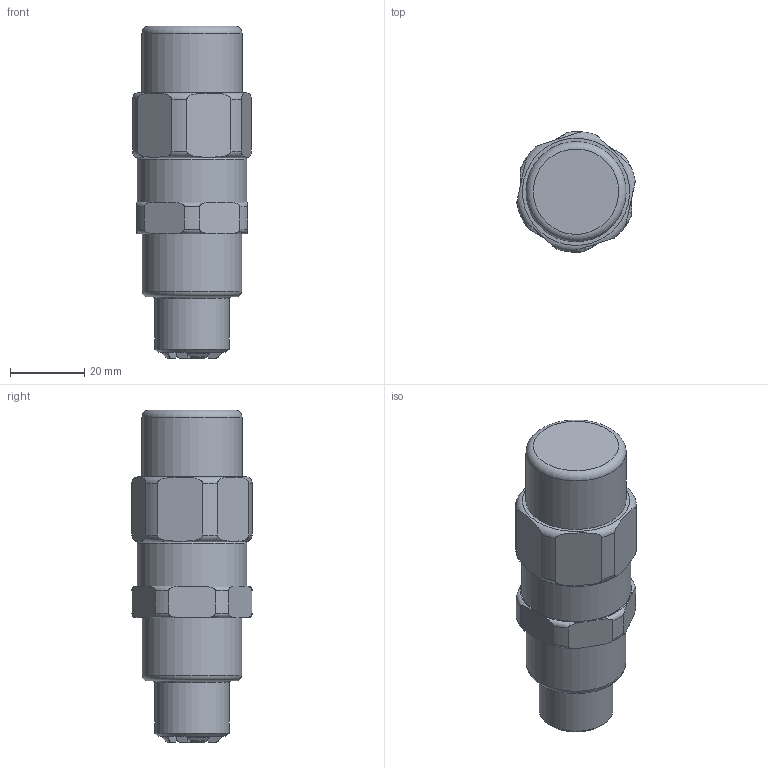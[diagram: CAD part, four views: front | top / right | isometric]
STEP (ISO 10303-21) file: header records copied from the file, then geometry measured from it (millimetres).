
FILE_DESCRIPTION(/* description */ (''),/* implementation_level */ '2;1');
FILE_NAME(/* name */ '620196.stp',/* time_stamp */ '2022-03-14T12:59:34+05:00',/* author */ ('vinaykumark'),/* organization */ (''),/* preprocessor_version */ 'ST-DEVELOPER v18',/* originating_system */ 'Autodesk Inventor 2020',/* authorisation */ '');
FILE_SCHEMA (('AUTOMOTIVE_DESIGN { 1 0 10303 214 3 1 1 }'));
Length unit declared in the file: centimetre
Products named in the file (1): 620185
Bounding box: 31.98 x 32.47 x 89.5 mm (x, y, z)
Volume: 68933.4 mm3; surface area: 24573.6 mm2
Topology: 9 solids, 9 shells, 618 faces, 1718 edges, 1124 vertices
Faces by surface type: plane 233, cylinder 133, bspline 84, cone 82, torus 72, sphere 14
Full cylindrical faces by diameter (mm): 1.84 x2, 2.8 x4, 3 x4, 4.5 x4, 4.9 x4, 5.2 x4, 20 x2, 22.5 x1, 24.7 x1, 26.8 x1, 27 x1, 29.5 x1
Entity records: 22722 total; most frequent: CARTESIAN_POINT 6898, ORIENTED_EDGE 3402, DIRECTION 2950, EDGE_CURVE 1701, AXIS2_PLACEMENT_3D 1139, VERTEX_POINT 1124, LINE 672, VECTOR 672
